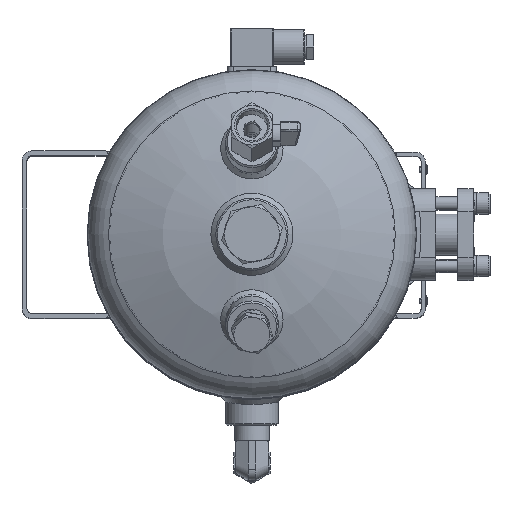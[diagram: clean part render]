
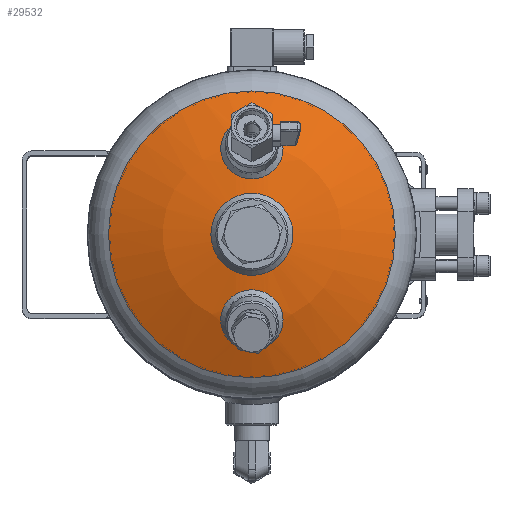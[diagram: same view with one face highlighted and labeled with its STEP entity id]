
A CAD part, top view. The second image highlights one B-rep face of the part: STEP entity #29532.
In plain terms, the highlighted spherical face has radius 202.3 mm.
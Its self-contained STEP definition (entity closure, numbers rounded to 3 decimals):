
#273=SPHERICAL_SURFACE('',#35831,202.3);
#5494=CIRCLE('',#35826,15.);
#5498=CIRCLE('',#35832,15.);
#5499=CIRCLE('',#35833,87.326);
#5500=CIRCLE('',#35834,20.);
#6720=ORIENTED_EDGE('',*,*,#15160,.T.);
#6721=ORIENTED_EDGE('',*,*,#15164,.T.);
#6722=ORIENTED_EDGE('',*,*,#15165,.F.);
#6723=ORIENTED_EDGE('',*,*,#15166,.F.);
#15160=EDGE_CURVE('',#19445,#19445,#5494,.T.);
#15164=EDGE_CURVE('',#19449,#19449,#5498,.T.);
#15165=EDGE_CURVE('',#19450,#19450,#5499,.T.);
#15166=EDGE_CURVE('',#19451,#19451,#5500,.F.);
#19445=VERTEX_POINT('',#45928);
#19449=VERTEX_POINT('',#45938);
#19450=VERTEX_POINT('',#45940);
#19451=VERTEX_POINT('',#45942);
#24192=EDGE_LOOP('',(#6720));
#24193=EDGE_LOOP('',(#6721));
#24194=EDGE_LOOP('',(#6722));
#24195=EDGE_LOOP('',(#6723));
#26669=FACE_BOUND('',#24192,.T.);
#26670=FACE_BOUND('',#24193,.T.);
#26671=FACE_BOUND('',#24194,.T.);
#26672=FACE_BOUND('',#24195,.T.);
#29532=ADVANCED_FACE('',(#26669,#26670,#26671,#26672),#273,.T.);
#35826=AXIS2_PLACEMENT_3D('',#45927,#38773,#38774);
#35831=AXIS2_PLACEMENT_3D('',#45936,#38783,#38784);
#35832=AXIS2_PLACEMENT_3D('',#45937,#38785,#38786);
#35833=AXIS2_PLACEMENT_3D('',#45939,#38787,#38788);
#35834=AXIS2_PLACEMENT_3D('',#45941,#38789,#38790);
#38773=DIRECTION('',(0.259,0.,-0.966));
#38774=DIRECTION('',(0.966,0.,0.259));
#38783=DIRECTION('',(0.,0.,-1.));
#38784=DIRECTION('',(1.,0.,0.));
#38785=DIRECTION('',(-0.259,0.,-0.966));
#38786=DIRECTION('',(-0.966,0.,0.259));
#38787=DIRECTION('',(0.,0.,-1.));
#38788=DIRECTION('',(-1.,0.,0.));
#38789=DIRECTION('',(0.,0.,-1.));
#38790=DIRECTION('',(-1.,0.,0.));
#45927=CARTESIAN_POINT('',(-52.215,0.,46.028));
#45928=CARTESIAN_POINT('',(-37.726,0.,49.911));
#45936=CARTESIAN_POINT('',(0.,0.,-148.841));
#45937=CARTESIAN_POINT('',(52.215,0.,46.028));
#45938=CARTESIAN_POINT('',(37.726,0.,49.911));
#45939=CARTESIAN_POINT('',(0.,0.,33.641));
#45940=CARTESIAN_POINT('',(-87.326,0.,33.641));
#45941=CARTESIAN_POINT('',(0.,0.,52.468));
#45942=CARTESIAN_POINT('',(-20.,0.,52.468));
